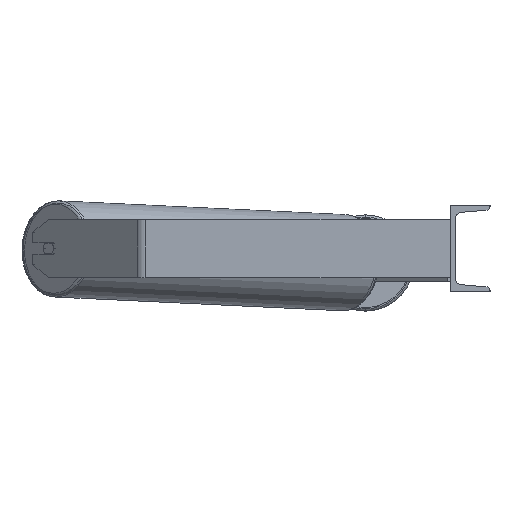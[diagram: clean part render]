
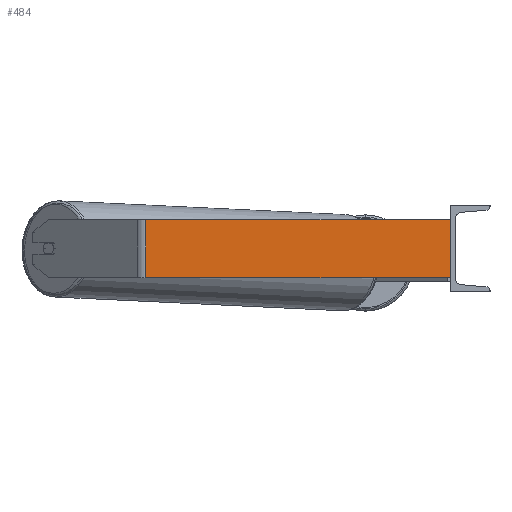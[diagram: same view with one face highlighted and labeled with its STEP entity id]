
A CAD part, left-side view. The second image highlights one B-rep face of the part: STEP entity #484.
In plain terms, the highlighted planar face has unit normal (-1, 0, 0).
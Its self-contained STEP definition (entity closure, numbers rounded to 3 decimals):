
#118 = CARTESIAN_POINT ( 'NONE',  ( -885., 426.942, -40. ) ) ;
#325 = LINE ( 'NONE', #2416, #6815 ) ;
#484 = ADVANCED_FACE ( 'NONE', ( #2705 ), #1299, .F. ) ;
#965 = DIRECTION ( 'NONE',  ( 0., -1., 0. ) ) ;
#1114 = CARTESIAN_POINT ( 'NONE',  ( -885., 0., 40. ) ) ;
#1299 = PLANE ( 'NONE',  #4283 ) ;
#2061 = DIRECTION ( 'NONE',  ( 0., 0., -1. ) ) ;
#2110 = LINE ( 'NONE', #2707, #3891 ) ;
#2416 = CARTESIAN_POINT ( 'NONE',  ( -885., 426.942, 40. ) ) ;
#2705 = FACE_OUTER_BOUND ( 'NONE', #6410, .T. ) ;
#2707 = CARTESIAN_POINT ( 'NONE',  ( -885., 0., 40. ) ) ;
#2755 = ORIENTED_EDGE ( 'NONE', *, *, #6380, .T. ) ;
#2883 = LINE ( 'NONE', #118, #8340 ) ;
#2964 = VERTEX_POINT ( 'NONE', #7590 ) ;
#3137 = EDGE_CURVE ( 'NONE', #5548, #7544, #325, .T. ) ;
#3303 = CARTESIAN_POINT ( 'NONE',  ( -885., 426.942, 40. ) ) ;
#3683 = EDGE_CURVE ( 'NONE', #5548, #2964, #4941, .T. ) ;
#3801 = EDGE_CURVE ( 'NONE', #7544, #4943, #2110, .T. ) ;
#3891 = VECTOR ( 'NONE', #2061, 1000. ) ;
#4075 = DIRECTION ( 'NONE',  ( 1., 0., 0. ) ) ;
#4283 = AXIS2_PLACEMENT_3D ( 'NONE', #3303, #4075, #5514 ) ;
#4396 = CARTESIAN_POINT ( 'NONE',  ( -885., 0., -40. ) ) ;
#4467 = ORIENTED_EDGE ( 'NONE', *, *, #3137, .F. ) ;
#4622 = VECTOR ( 'NONE', #7597, 1000. ) ;
#4676 = ORIENTED_EDGE ( 'NONE', *, *, #3683, .T. ) ;
#4807 = CARTESIAN_POINT ( 'NONE',  ( -885., 420.315, 40. ) ) ;
#4941 = LINE ( 'NONE', #4807, #4622 ) ;
#4943 = VERTEX_POINT ( 'NONE', #4396 ) ;
#5514 = DIRECTION ( 'NONE',  ( 0., 1., 0. ) ) ;
#5548 = VERTEX_POINT ( 'NONE', #6911 ) ;
#6380 = EDGE_CURVE ( 'NONE', #2964, #4943, #2883, .T. ) ;
#6410 = EDGE_LOOP ( 'NONE', ( #2755, #8766, #4467, #4676 ) ) ;
#6815 = VECTOR ( 'NONE', #965, 1000. ) ;
#6911 = CARTESIAN_POINT ( 'NONE',  ( -885., 420.315, 40. ) ) ;
#7183 = DIRECTION ( 'NONE',  ( 0., -1., 0. ) ) ;
#7544 = VERTEX_POINT ( 'NONE', #1114 ) ;
#7590 = CARTESIAN_POINT ( 'NONE',  ( -885., 420.315, -40. ) ) ;
#7597 = DIRECTION ( 'NONE',  ( 0., 0., -1. ) ) ;
#8340 = VECTOR ( 'NONE', #7183, 1000. ) ;
#8766 = ORIENTED_EDGE ( 'NONE', *, *, #3801, .F. ) ;
